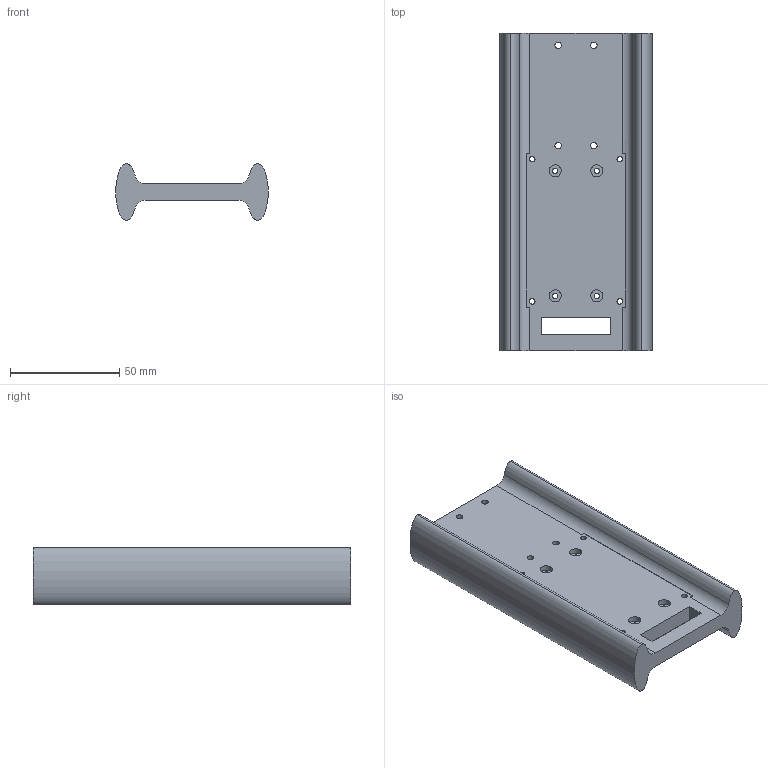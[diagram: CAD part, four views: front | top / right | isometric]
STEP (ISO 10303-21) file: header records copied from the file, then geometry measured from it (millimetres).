
FILE_DESCRIPTION (( 'STEP AP214' ), '1' );
FILE_NAME ('Electronics_sled_best_Telemetrumdual redundant.STEP', '2024-05-30T00:45:05', ( '' ), ( '' ), 'SwSTEP 2.0', 'SolidWorks 2024', '' );
FILE_SCHEMA (( 'AUTOMOTIVE_DESIGN' ));
Length unit declared in the file: centimetre
Products named in the file (1): Electronics_sled_best_Telemetrumdual redundant
Bounding box: 69.6 x 145 x 26 mm (x, y, z)
Volume: 111690 mm3; surface area: 31268.6 mm2
Topology: 1 solids, 1 shells, 68 faces, 190 edges, 124 vertices
Faces by surface type: cylinder 36, plane 18, cone 8, bspline 6
Entity records: 2315 total; most frequent: CARTESIAN_POINT 485, ORIENTED_EDGE 380, DIRECTION 380, EDGE_CURVE 190, AXIS2_PLACEMENT_3D 147, VERTEX_POINT 124, EDGE_LOOP 94, VECTOR 86
